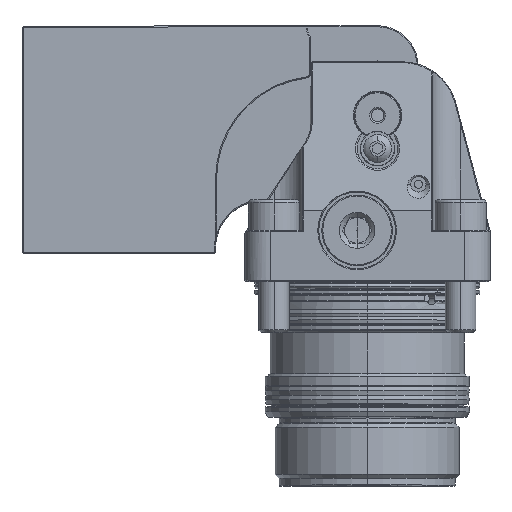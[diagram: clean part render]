
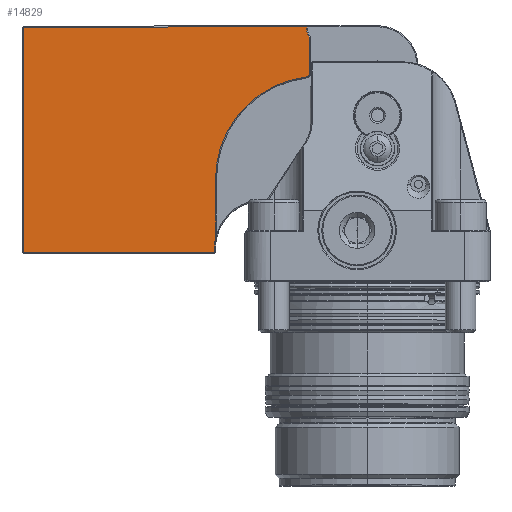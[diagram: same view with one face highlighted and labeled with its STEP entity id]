
A CAD part, top view. The second image highlights one B-rep face of the part: STEP entity #14829.
In plain terms, the highlighted planar face has unit normal (0, 0, 1).
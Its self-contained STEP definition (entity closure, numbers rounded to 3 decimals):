
#241 = VECTOR ( 'NONE', #12548, 1000. ) ;
#910 = VERTEX_POINT ( 'NONE', #18324 ) ;
#1566 = CARTESIAN_POINT ( 'NONE',  ( -20.443, 6.517, 16. ) ) ;
#1634 = VERTEX_POINT ( 'NONE', #13394 ) ;
#2742 = VERTEX_POINT ( 'NONE', #14403 ) ;
#2952 = CARTESIAN_POINT ( 'NONE',  ( 1.962, 42.051, 16. ) ) ;
#3462 = VECTOR ( 'NONE', #14780, 1000. ) ;
#3560 = VERTEX_POINT ( 'NONE', #28248 ) ;
#3609 = DIRECTION ( 'NONE',  ( 1., 0.002, 0. ) ) ;
#4219 = CARTESIAN_POINT ( 'NONE',  ( -29.947, 42.003, 16. ) ) ;
#4363 = LINE ( 'NONE', #4219, #23675 ) ;
#4379 = CARTESIAN_POINT ( 'NONE',  ( -29.704, 19.941, 16. ) ) ;
#4526 = LINE ( 'NONE', #4379, #6149 ) ;
#4606 = VERTEX_POINT ( 'NONE', #7797 ) ;
#5407 = CIRCLE ( 'NONE', #6344, 20.2 ) ;
#5696 = ORIENTED_EDGE ( 'NONE', *, *, #8944, .T. ) ;
#6024 = VECTOR ( 'NONE', #21109, 1000. ) ;
#6149 = VECTOR ( 'NONE', #22504, 1000. ) ;
#6344 = AXIS2_PLACEMENT_3D ( 'NONE', #13550, #15194, #8506 ) ;
#7186 = VERTEX_POINT ( 'NONE', #9579 ) ;
#7693 = DIRECTION ( 'NONE',  ( 0., 0., 1. ) ) ;
#7797 = CARTESIAN_POINT ( 'NONE',  ( -11.849, 49.33, 16. ) ) ;
#8013 = ORIENTED_EDGE ( 'NONE', *, *, #12899, .T. ) ;
#8506 = DIRECTION ( 'NONE',  ( 1., 0.002, 0. ) ) ;
#8689 = AXIS2_PLACEMENT_3D ( 'NONE', #21719, #19056, #12356 ) ;
#8826 = ORIENTED_EDGE ( 'NONE', *, *, #18513, .T. ) ;
#8944 = EDGE_CURVE ( 'NONE', #11946, #16685, #12077, .T. ) ;
#9105 = EDGE_CURVE ( 'NONE', #4606, #910, #22455, .T. ) ;
#9160 = VERTEX_POINT ( 'NONE', #19934 ) ;
#9567 = CARTESIAN_POINT ( 'NONE',  ( -67.35, 49.746, 16. ) ) ;
#9579 = CARTESIAN_POINT ( 'NONE',  ( -29.892, 5.703, 16. ) ) ;
#10615 = DIRECTION ( 'NONE',  ( 0., 0., -1. ) ) ;
#10694 = CARTESIAN_POINT ( 'NONE',  ( -11.94, 40.024, 16. ) ) ;
#10853 = CARTESIAN_POINT ( 'NONE',  ( -11.85, 50.03, 16. ) ) ;
#10942 = AXIS2_PLACEMENT_3D ( 'NONE', #1566, #10615, #20287 ) ;
#11875 = LINE ( 'NONE', #14108, #6024 ) ;
#11946 = VERTEX_POINT ( 'NONE', #9567 ) ;
#12008 = ORIENTED_EDGE ( 'NONE', *, *, #9105, .T. ) ;
#12077 = LINE ( 'NONE', #24903, #26588 ) ;
#12356 = DIRECTION ( 'NONE',  ( 1., 0.002, 0. ) ) ;
#12548 = DIRECTION ( 'NONE',  ( -0.002, 1., 0. ) ) ;
#12899 = EDGE_CURVE ( 'NONE', #910, #11946, #11875, .T. ) ;
#13020 = AXIS2_PLACEMENT_3D ( 'NONE', #14759, #23981, #3609 ) ;
#13394 = CARTESIAN_POINT ( 'NONE',  ( -29.687, 8.48, 16. ) ) ;
#13550 = CARTESIAN_POINT ( 'NONE',  ( -9.504, 19.972, 16. ) ) ;
#14108 = CARTESIAN_POINT ( 'NONE',  ( 1.95, 49.851, 16. ) ) ;
#14403 = CARTESIAN_POINT ( 'NONE',  ( -11.236, 40.82, 16. ) ) ;
#14759 = CARTESIAN_POINT ( 'NONE',  ( -9.649, 49.334, 16. ) ) ;
#14780 = DIRECTION ( 'NONE',  ( 1., 0.002, 0. ) ) ;
#14829 = ADVANCED_FACE ( 'NONE', ( #26740 ), #18694, .T. ) ;
#15194 = DIRECTION ( 'NONE',  ( 0., 0., -1. ) ) ;
#15337 = ORIENTED_EDGE ( 'NONE', *, *, #25802, .T. ) ;
#16306 = DIRECTION ( 'NONE',  ( 1., 0.002, 0. ) ) ;
#16438 = AXIS2_PLACEMENT_3D ( 'NONE', #2952, #7693, #16306 ) ;
#16685 = VERTEX_POINT ( 'NONE', #25044 ) ;
#16755 = EDGE_CURVE ( 'NONE', #16685, #7186, #21197, .T. ) ;
#17601 = ORIENTED_EDGE ( 'NONE', *, *, #20878, .T. ) ;
#17723 = CARTESIAN_POINT ( 'NONE',  ( -29.704, 19.941, 16. ) ) ;
#17969 = ORIENTED_EDGE ( 'NONE', *, *, #19999, .T. ) ;
#18287 = DIRECTION ( 'NONE',  ( -0.002, 1., 0. ) ) ;
#18324 = CARTESIAN_POINT ( 'NONE',  ( -11.85, 49.83, 16. ) ) ;
#18513 = EDGE_CURVE ( 'NONE', #9160, #4606, #25840, .T. ) ;
#18694 = PLANE ( 'NONE',  #16438 ) ;
#18931 = EDGE_CURVE ( 'NONE', #20315, #2742, #21531, .T. ) ;
#19056 = DIRECTION ( 'NONE',  ( 0., 0., 1. ) ) ;
#19553 = VECTOR ( 'NONE', #18287, 1000. ) ;
#19934 = CARTESIAN_POINT ( 'NONE',  ( -11.247, 47.821, 16. ) ) ;
#19999 = EDGE_CURVE ( 'NONE', #27196, #20315, #5407, .T. ) ;
#20287 = DIRECTION ( 'NONE',  ( 1., 0.002, 0. ) ) ;
#20315 = VERTEX_POINT ( 'NONE', #10694 ) ;
#20415 = DIRECTION ( 'NONE',  ( -0.002, 1., 0. ) ) ;
#20878 = EDGE_CURVE ( 'NONE', #2742, #9160, #26345, .T. ) ;
#21109 = DIRECTION ( 'NONE',  ( -1., -0.002, 0. ) ) ;
#21115 = ORIENTED_EDGE ( 'NONE', *, *, #16755, .T. ) ;
#21165 = DIRECTION ( 'NONE',  ( 0.002, -1., 0. ) ) ;
#21197 = LINE ( 'NONE', #28439, #3462 ) ;
#21492 = ORIENTED_EDGE ( 'NONE', *, *, #28385, .T. ) ;
#21531 = CIRCLE ( 'NONE', #8689, 0.8 ) ;
#21719 = CARTESIAN_POINT ( 'NONE',  ( -12.036, 40.819, 16. ) ) ;
#21930 = EDGE_LOOP ( 'NONE', ( #28140, #17601, #8826, #12008, #8013, #5696, #21115, #25118, #21492, #15337, #17969 ) ) ;
#22455 = LINE ( 'NONE', #10853, #19553 ) ;
#22504 = DIRECTION ( 'NONE',  ( -0.002, 1., 0. ) ) ;
#23220 = EDGE_CURVE ( 'NONE', #7186, #3560, #4363, .T. ) ;
#23675 = VECTOR ( 'NONE', #20415, 1000. ) ;
#23981 = DIRECTION ( 'NONE',  ( 0., 0., -1. ) ) ;
#24694 = CIRCLE ( 'NONE', #10942, 9.45 ) ;
#24903 = CARTESIAN_POINT ( 'NONE',  ( -67.338, 41.946, 16. ) ) ;
#25044 = CARTESIAN_POINT ( 'NONE',  ( -67.283, 5.646, 16. ) ) ;
#25118 = ORIENTED_EDGE ( 'NONE', *, *, #23220, .T. ) ;
#25802 = EDGE_CURVE ( 'NONE', #1634, #27196, #4526, .T. ) ;
#25840 = CIRCLE ( 'NONE', #13020, 2.2 ) ;
#26058 = CARTESIAN_POINT ( 'NONE',  ( -11.247, 47.903, 16. ) ) ;
#26345 = LINE ( 'NONE', #26058, #241 ) ;
#26588 = VECTOR ( 'NONE', #21165, 1000. ) ;
#26740 = FACE_OUTER_BOUND ( 'NONE', #21930, .T. ) ;
#27196 = VERTEX_POINT ( 'NONE', #17723 ) ;
#28140 = ORIENTED_EDGE ( 'NONE', *, *, #18931, .T. ) ;
#28248 = CARTESIAN_POINT ( 'NONE',  ( -29.893, 6.503, 16. ) ) ;
#28385 = EDGE_CURVE ( 'NONE', #3560, #1634, #24694, .T. ) ;
#28439 = CARTESIAN_POINT ( 'NONE',  ( 2.017, 5.751, 16. ) ) ;
